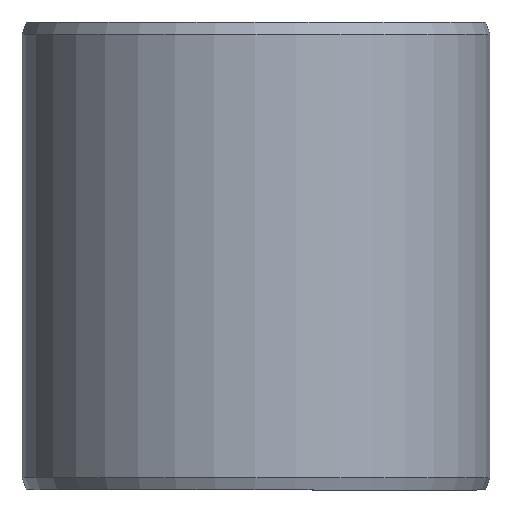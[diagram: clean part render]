
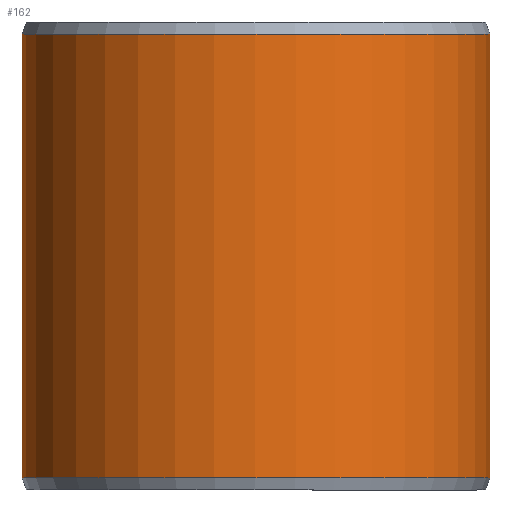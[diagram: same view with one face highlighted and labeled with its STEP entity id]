
A CAD part, front view. The second image highlights one B-rep face of the part: STEP entity #162.
In plain terms, the highlighted cylindrical face has radius 35 mm (diameter 70 mm), a partial arc.
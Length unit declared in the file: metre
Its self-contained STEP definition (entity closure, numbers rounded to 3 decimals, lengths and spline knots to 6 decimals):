
#162=ADVANCED_FACE('',(#185,#186),#187,.T.);
#185=FACE_OUTER_BOUND('',#211,.T.);
#186=FACE_BOUND('',#212,.T.);
#187=CYLINDRICAL_SURFACE('',#213,0.035);
#211=EDGE_LOOP('',(#289,#290,#291,#292));
#212=EDGE_LOOP('',(#293));
#213=AXIS2_PLACEMENT_3D('',#294,#295,#296);
#289=ORIENTED_EDGE('',*,*,#314,.T.);
#290=ORIENTED_EDGE('',*,*,#323,.F.);
#291=ORIENTED_EDGE('',*,*,#309,.F.);
#292=ORIENTED_EDGE('',*,*,#324,.T.);
#293=ORIENTED_EDGE('',*,*,#327,.T.);
#294=CARTESIAN_POINT('',(0.,0.,0.0));
#295=DIRECTION('',(0.,0.0,-1.0));
#296=DIRECTION('',(-1.0,0.0,0.));
#309=EDGE_CURVE('',#341,#342,#343,.T.);
#314=EDGE_CURVE('',#351,#349,#352,.T.);
#323=EDGE_CURVE('',#342,#349,#365,.T.);
#324=EDGE_CURVE('',#341,#351,#366,.T.);
#327=EDGE_CURVE('',#370,#370,#371,.T.);
#341=VERTEX_POINT('',#389);
#342=VERTEX_POINT('',#390);
#343=CIRCLE('',#391,0.035);
#349=VERTEX_POINT('',#399);
#351=VERTEX_POINT('',#402);
#352=CIRCLE('',#403,0.035);
#365=LINE('',#422,#423);
#366=LINE('',#424,#425);
#370=VERTEX_POINT('',#495);
#371=B_SPLINE_CURVE_WITH_KNOTS('',3,(#496,#497,#498,#499,#500,#501,#502,#503,#504,#505,#506,#507,#508,#509,#510,#511,#512,#513,#514,#515,#516,#517,#518,#519,#520,#521,#522,#523,#524,#525,#526,#527,#528,#529,#530,#531,#532,#533,#534,#535,#536,#537,#538,#539,#540,#541,#542,#543,#544,#545,#546,#547,#548,#549,#550,#551,#552,#553,#554,#555,#556,#557,#558,#559,#560,#561),.UNSPECIFIED.,.T.,.F.,(2,2,2,2,2,2,2,2,2,2,2,2,2,2,2,2,2,2,2,2,2,2,2,2,2,2,2,2,2,2,2,2,2,2,2),(-0.000782,0.0,0.000782,0.001564,0.002346,0.003129,0.003911,0.004693,0.005475,0.006257,0.007039,0.007822,0.008604,0.009386,0.010168,0.01095,0.011732,0.012515,0.013297,0.014079,0.014861,0.015643,0.016425,0.017208,0.01799,0.018772,0.019554,0.020336,0.021118,0.0219,0.022683,0.023465,0.024247,0.025029,0.025811),.UNSPECIFIED.);
#389=CARTESIAN_POINT('',(0.000611,0.034995,0.0018));
#390=CARTESIAN_POINT('',(0.,0.035,0.0018));
#391=AXIS2_PLACEMENT_3D('',#575,#576,#577);
#399=CARTESIAN_POINT('',(0.,0.035,0.0682));
#402=CARTESIAN_POINT('',(0.000611,0.034995,0.0682));
#403=AXIS2_PLACEMENT_3D('',#584,#585,#586);
#422=CARTESIAN_POINT('',(0.,0.035,0.0018));
#423=VECTOR('',#599,1.0);
#424=CARTESIAN_POINT('',(0.000611,0.034995,0.0018));
#425=VECTOR('',#600,1.0);
#495=CARTESIAN_POINT('',(0.027744,-0.021337,0.035));
#496=CARTESIAN_POINT('',(0.027744,-0.021337,0.034736));
#497=CARTESIAN_POINT('',(0.027744,-0.021337,0.035264));
#498=CARTESIAN_POINT('',(0.02776,-0.021316,0.035525));
#499=CARTESIAN_POINT('',(0.027822,-0.021235,0.036036));
#500=CARTESIAN_POINT('',(0.027869,-0.021173,0.03629));
#501=CARTESIAN_POINT('',(0.027991,-0.021012,0.036774));
#502=CARTESIAN_POINT('',(0.028065,-0.020913,0.037004));
#503=CARTESIAN_POINT('',(0.028238,-0.020679,0.037439));
#504=CARTESIAN_POINT('',(0.028338,-0.020542,0.037644));
#505=CARTESIAN_POINT('',(0.028554,-0.020241,0.038013));
#506=CARTESIAN_POINT('',(0.02867,-0.020076,0.038179));
#507=CARTESIAN_POINT('',(0.028919,-0.019716,0.038471));
#508=CARTESIAN_POINT('',(0.02905,-0.019523,0.038595));
#509=CARTESIAN_POINT('',(0.029316,-0.019122,0.038795));
#510=CARTESIAN_POINT('',(0.029453,-0.01891,0.038872));
#511=CARTESIAN_POINT('',(0.029729,-0.018473,0.038974));
#512=CARTESIAN_POINT('',(0.029865,-0.018252,0.039));
#513=CARTESIAN_POINT('',(0.030134,-0.017804,0.039));
#514=CARTESIAN_POINT('',(0.030268,-0.017576,0.038974));
#515=CARTESIAN_POINT('',(0.030523,-0.01713,0.038872));
#516=CARTESIAN_POINT('',(0.030644,-0.016912,0.038796));
#517=CARTESIAN_POINT('',(0.030875,-0.016485,0.038596));
#518=CARTESIAN_POINT('',(0.030985,-0.016278,0.038471));
#519=CARTESIAN_POINT('',(0.031184,-0.015893,0.038181));
#520=CARTESIAN_POINT('',(0.031276,-0.015712,0.038016));
#521=CARTESIAN_POINT('',(0.031442,-0.015376,0.037643));
#522=CARTESIAN_POINT('',(0.031515,-0.015227,0.037441));
#523=CARTESIAN_POINT('',(0.03164,-0.014964,0.037008));
#524=CARTESIAN_POINT('',(0.031694,-0.01485,0.036774));
#525=CARTESIAN_POINT('',(0.031779,-0.014667,0.03629));
#526=CARTESIAN_POINT('',(0.031811,-0.014598,0.036041));
#527=CARTESIAN_POINT('',(0.031853,-0.014504,0.035528));
#528=CARTESIAN_POINT('',(0.031864,-0.01448,0.035263));
#529=CARTESIAN_POINT('',(0.031864,-0.014479,0.03474));
#530=CARTESIAN_POINT('',(0.031854,-0.014503,0.034481));
#531=CARTESIAN_POINT('',(0.031811,-0.014596,0.033964));
#532=CARTESIAN_POINT('',(0.031779,-0.014666,0.033712));
#533=CARTESIAN_POINT('',(0.031695,-0.014848,0.03323));
#534=CARTESIAN_POINT('',(0.031642,-0.014961,0.032998));
#535=CARTESIAN_POINT('',(0.031515,-0.015226,0.03256));
#536=CARTESIAN_POINT('',(0.031443,-0.015375,0.032359));
#537=CARTESIAN_POINT('',(0.031279,-0.015706,0.03199));
#538=CARTESIAN_POINT('',(0.031186,-0.01589,0.031821));
#539=CARTESIAN_POINT('',(0.030986,-0.016277,0.03153));
#540=CARTESIAN_POINT('',(0.030878,-0.01648,0.031407));
#541=CARTESIAN_POINT('',(0.030647,-0.016906,0.031206));
#542=CARTESIAN_POINT('',(0.030524,-0.017128,0.031129));
#543=CARTESIAN_POINT('',(0.03027,-0.017572,0.031026));
#544=CARTESIAN_POINT('',(0.030139,-0.017796,0.031));
#545=CARTESIAN_POINT('',(0.029867,-0.01825,0.031));
#546=CARTESIAN_POINT('',(0.02973,-0.018471,0.031026));
#547=CARTESIAN_POINT('',(0.029457,-0.018904,0.031127));
#548=CARTESIAN_POINT('',(0.029319,-0.019118,0.031204));
#549=CARTESIAN_POINT('',(0.029051,-0.019522,0.031404));
#550=CARTESIAN_POINT('',(0.028922,-0.019712,0.031527));
#551=CARTESIAN_POINT('',(0.028674,-0.020071,0.031817));
#552=CARTESIAN_POINT('',(0.028555,-0.02024,0.031985));
#553=CARTESIAN_POINT('',(0.028339,-0.02054,0.032354));
#554=CARTESIAN_POINT('',(0.028241,-0.020675,0.032555));
#555=CARTESIAN_POINT('',(0.028067,-0.020911,0.032992));
#556=CARTESIAN_POINT('',(0.027992,-0.021011,0.033224));
#557=CARTESIAN_POINT('',(0.02787,-0.021172,0.033705));
#558=CARTESIAN_POINT('',(0.027823,-0.021234,0.033957));
#559=CARTESIAN_POINT('',(0.02776,-0.021316,0.034474));
#560=CARTESIAN_POINT('',(0.027744,-0.021337,0.034736));
#561=CARTESIAN_POINT('',(0.027744,-0.021337,0.035264));
#575=CARTESIAN_POINT('',(0.,0.,0.0018));
#576=DIRECTION('',(0.,0.0,-1.0));
#577=DIRECTION('',(-1.0,0.0,0.));
#584=CARTESIAN_POINT('',(0.,0.,0.0682));
#585=DIRECTION('',(0.,0.0,-1.0));
#586=DIRECTION('',(-1.0,0.0,0.));
#599=DIRECTION('',(0.,0.,1.0));
#600=DIRECTION('',(0.,0.,1.0));
